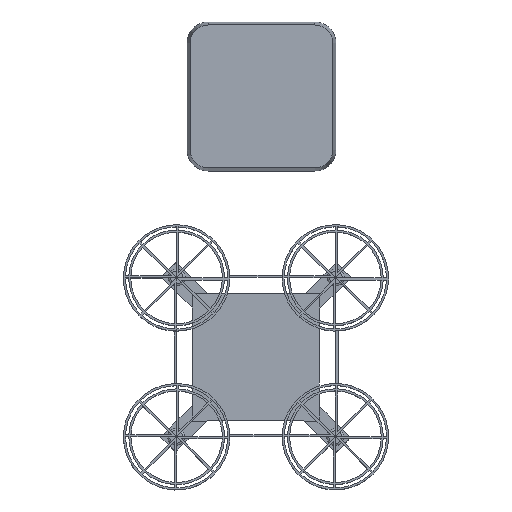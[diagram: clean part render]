
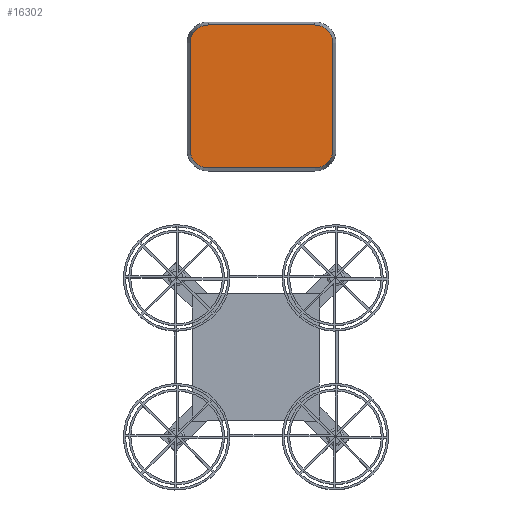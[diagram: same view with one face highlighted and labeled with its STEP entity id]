
A CAD part, top view. The second image highlights one B-rep face of the part: STEP entity #16302.
In plain terms, the highlighted planar face has unit normal (0, 0, 1).
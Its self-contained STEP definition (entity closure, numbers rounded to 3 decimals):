
#851=CIRCLE('',#17751,8.589);
#853=CIRCLE('',#17755,8.589);
#855=CIRCLE('',#17759,8.589);
#857=CIRCLE('',#17763,8.589);
#1966=FACE_OUTER_BOUND('',#3004,.T.);
#3004=EDGE_LOOP('',(#14843,#14844,#14845,#14846,#14847,#14848,#14849,#14850));
#4695=LINE('',#26935,#6411);
#4700=LINE('',#26949,#6416);
#4704=LINE('',#26961,#6420);
#4708=LINE('',#26973,#6424);
#6411=VECTOR('',#22230,10.);
#6416=VECTOR('',#22243,10.);
#6420=VECTOR('',#22255,10.);
#6424=VECTOR('',#22267,10.);
#7943=VERTEX_POINT('',#26933);
#7944=VERTEX_POINT('',#26934);
#7947=VERTEX_POINT('',#26942);
#7949=VERTEX_POINT('',#26948);
#7951=VERTEX_POINT('',#26954);
#7953=VERTEX_POINT('',#26960);
#7955=VERTEX_POINT('',#26966);
#7957=VERTEX_POINT('',#26972);
#10243=EDGE_CURVE('',#7943,#7944,#4695,.T.);
#10247=EDGE_CURVE('',#7944,#7947,#851,.T.);
#10250=EDGE_CURVE('',#7947,#7949,#4700,.T.);
#10253=EDGE_CURVE('',#7949,#7951,#853,.T.);
#10256=EDGE_CURVE('',#7951,#7953,#4704,.T.);
#10259=EDGE_CURVE('',#7953,#7955,#855,.T.);
#10262=EDGE_CURVE('',#7955,#7957,#4708,.T.);
#10265=EDGE_CURVE('',#7957,#7943,#857,.T.);
#14843=ORIENTED_EDGE('',*,*,#10243,.F.);
#14844=ORIENTED_EDGE('',*,*,#10265,.F.);
#14845=ORIENTED_EDGE('',*,*,#10262,.F.);
#14846=ORIENTED_EDGE('',*,*,#10259,.F.);
#14847=ORIENTED_EDGE('',*,*,#10256,.F.);
#14848=ORIENTED_EDGE('',*,*,#10253,.F.);
#14849=ORIENTED_EDGE('',*,*,#10250,.F.);
#14850=ORIENTED_EDGE('',*,*,#10247,.F.);
#15482=PLANE('',#17765);
#16302=ADVANCED_FACE('',(#1966),#15482,.T.);
#17751=AXIS2_PLACEMENT_3D('',#26943,#22236,#22237);
#17755=AXIS2_PLACEMENT_3D('',#26955,#22248,#22249);
#17759=AXIS2_PLACEMENT_3D('',#26967,#22260,#22261);
#17763=AXIS2_PLACEMENT_3D('',#26978,#22272,#22273);
#17765=AXIS2_PLACEMENT_3D('',#26980,#22276,#22277);
#22230=DIRECTION('',(0.,-1.,0.));
#22236=DIRECTION('center_axis',(0.,0.,-1.));
#22237=DIRECTION('ref_axis',(0.,-1.,0.));
#22243=DIRECTION('',(-1.,0.,0.));
#22248=DIRECTION('center_axis',(0.,0.,-1.));
#22249=DIRECTION('ref_axis',(-1.,0.,0.));
#22255=DIRECTION('',(0.,1.,0.));
#22260=DIRECTION('center_axis',(0.,0.,-1.));
#22261=DIRECTION('ref_axis',(0.,1.,0.));
#22267=DIRECTION('',(1.,0.,0.));
#22272=DIRECTION('center_axis',(0.,0.,-1.));
#22273=DIRECTION('ref_axis',(1.,0.,0.));
#22276=DIRECTION('center_axis',(0.,0.,1.));
#22277=DIRECTION('ref_axis',(-1.,0.,0.));
#26933=CARTESIAN_POINT('',(33.589,145.,26.25));
#26934=CARTESIAN_POINT('',(33.589,95.,26.25));
#26935=CARTESIAN_POINT('',(33.589,145.,26.25));
#26942=CARTESIAN_POINT('',(25.,86.411,26.25));
#26943=CARTESIAN_POINT('Origin',(25.,95.,26.25));
#26948=CARTESIAN_POINT('',(-25.,86.411,26.25));
#26949=CARTESIAN_POINT('',(25.,86.411,26.25));
#26954=CARTESIAN_POINT('',(-33.589,95.,26.25));
#26955=CARTESIAN_POINT('Origin',(-25.,95.,26.25));
#26960=CARTESIAN_POINT('',(-33.589,145.,26.25));
#26961=CARTESIAN_POINT('',(-33.589,95.,26.25));
#26966=CARTESIAN_POINT('',(-25.,153.589,26.25));
#26967=CARTESIAN_POINT('Origin',(-25.,145.,26.25));
#26972=CARTESIAN_POINT('',(25.,153.589,26.25));
#26973=CARTESIAN_POINT('',(-25.,153.589,26.25));
#26978=CARTESIAN_POINT('Origin',(25.,145.,26.25));
#26980=CARTESIAN_POINT('Origin',(0.,120.,26.25));
